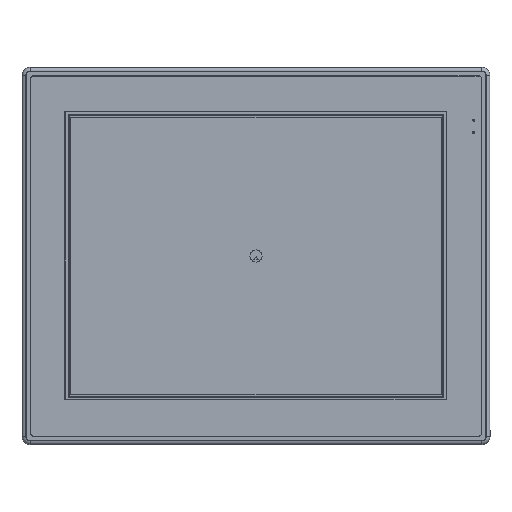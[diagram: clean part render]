
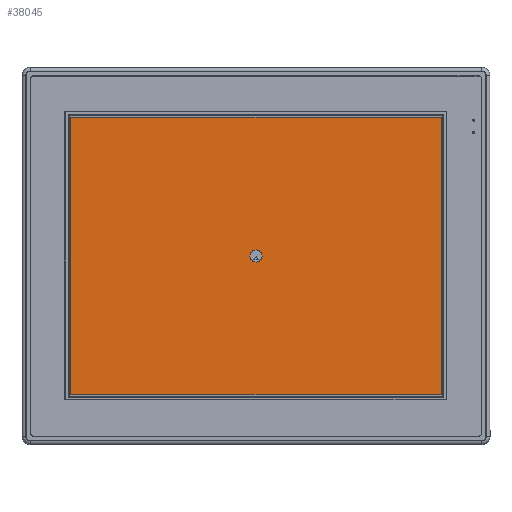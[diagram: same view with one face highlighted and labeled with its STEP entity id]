
A CAD part, top view. The second image highlights one B-rep face of the part: STEP entity #38045.
In plain terms, the highlighted planar face has unit normal (0, 0, 1).
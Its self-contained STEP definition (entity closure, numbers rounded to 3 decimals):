
#399 = CARTESIAN_POINT ( 'NONE',  ( -3.757, 114.367, -5.516 ) ) ;
#411 = VECTOR ( 'NONE', #17909, 1000. ) ;
#2375 = CARTESIAN_POINT ( 'NONE',  ( -3.757, 0.317, -5.516 ) ) ;
#3664 = CARTESIAN_POINT ( 'NONE',  ( -3.757, -113.733, -5.516 ) ) ;
#4894 = ORIENTED_EDGE ( 'NONE', *, *, #11885, .T. ) ;
#5121 = EDGE_CURVE ( 'NONE', #9851, #18634, #19212, .T. ) ;
#5904 = DIRECTION ( 'NONE',  ( 1., 0., 0. ) ) ;
#6213 = VERTEX_POINT ( 'NONE', #6677 ) ;
#6301 = EDGE_CURVE ( 'NONE', #43883, #21870, #26802, .T. ) ;
#6677 = CARTESIAN_POINT ( 'NONE',  ( -155.807, -113.733, -5.516 ) ) ;
#7125 = DIRECTION ( 'NONE',  ( 0., -1., 0. ) ) ;
#7280 = EDGE_LOOP ( 'NONE', ( #23506, #4894 ) ) ;
#7668 = FACE_BOUND ( 'NONE', #7280, .T. ) ;
#7789 = EDGE_CURVE ( 'NONE', #21870, #6213, #12444, .T. ) ;
#8933 = CARTESIAN_POINT ( 'NONE',  ( -8.757, 0.317, -5.516 ) ) ;
#9851 = VERTEX_POINT ( 'NONE', #35887 ) ;
#10663 = CIRCLE ( 'NONE', #10976, 5. ) ;
#10914 = DIRECTION ( 'NONE',  ( 1., 0., 0. ) ) ;
#10976 = AXIS2_PLACEMENT_3D ( 'NONE', #2375, #26902, #5904 ) ;
#11066 = DIRECTION ( 'NONE',  ( 0., 0., -1. ) ) ;
#11209 = CARTESIAN_POINT ( 'NONE',  ( -3.757, 0.317, -5.516 ) ) ;
#11885 = EDGE_CURVE ( 'NONE', #18634, #9851, #10663, .T. ) ;
#12444 = LINE ( 'NONE', #38637, #39250 ) ;
#13614 = AXIS2_PLACEMENT_3D ( 'NONE', #23301, #44355, #23442 ) ;
#13972 = CARTESIAN_POINT ( 'NONE',  ( -155.807, 114.367, -5.516 ) ) ;
#14383 = CARTESIAN_POINT ( 'NONE',  ( 148.293, 0.317, -5.516 ) ) ;
#15994 = EDGE_CURVE ( 'NONE', #30060, #43883, #28377, .T. ) ;
#17909 = DIRECTION ( 'NONE',  ( 0., 1., 0. ) ) ;
#17998 = AXIS2_PLACEMENT_3D ( 'NONE', #11209, #11066, #10914 ) ;
#18634 = VERTEX_POINT ( 'NONE', #8933 ) ;
#18674 = ORIENTED_EDGE ( 'NONE', *, *, #15994, .T. ) ;
#19212 = CIRCLE ( 'NONE', #17998, 5. ) ;
#19342 = ORIENTED_EDGE ( 'NONE', *, *, #22462, .T. ) ;
#21870 = VERTEX_POINT ( 'NONE', #13972 ) ;
#22462 = EDGE_CURVE ( 'NONE', #6213, #30060, #38083, .T. ) ;
#23301 = CARTESIAN_POINT ( 'NONE',  ( -3.757, 0.317, -5.516 ) ) ;
#23442 = DIRECTION ( 'NONE',  ( 1., 0., 0. ) ) ;
#23506 = ORIENTED_EDGE ( 'NONE', *, *, #5121, .T. ) ;
#25249 = FACE_OUTER_BOUND ( 'NONE', #33155, .T. ) ;
#25706 = VECTOR ( 'NONE', #35120, 1000. ) ;
#26802 = LINE ( 'NONE', #399, #25706 ) ;
#26902 = DIRECTION ( 'NONE',  ( 0., 0., -1. ) ) ;
#27733 = VECTOR ( 'NONE', #31685, 1000. ) ;
#28377 = LINE ( 'NONE', #14383, #411 ) ;
#30060 = VERTEX_POINT ( 'NONE', #35015 ) ;
#30666 = CARTESIAN_POINT ( 'NONE',  ( 148.293, 114.367, -5.516 ) ) ;
#31685 = DIRECTION ( 'NONE',  ( 1., 0., 0. ) ) ;
#33155 = EDGE_LOOP ( 'NONE', ( #18674, #41786, #37807, #19342 ) ) ;
#35015 = CARTESIAN_POINT ( 'NONE',  ( 148.293, -113.733, -5.516 ) ) ;
#35120 = DIRECTION ( 'NONE',  ( -1., 0., 0. ) ) ;
#35887 = CARTESIAN_POINT ( 'NONE',  ( 1.243, 0.317, -5.516 ) ) ;
#37807 = ORIENTED_EDGE ( 'NONE', *, *, #7789, .T. ) ;
#38045 = ADVANCED_FACE ( 'NONE', ( #7668, #25249 ), #40811, .T. ) ;
#38083 = LINE ( 'NONE', #3664, #27733 ) ;
#38637 = CARTESIAN_POINT ( 'NONE',  ( -155.807, 0.317, -5.516 ) ) ;
#39250 = VECTOR ( 'NONE', #7125, 1000. ) ;
#40811 = PLANE ( 'NONE',  #13614 ) ;
#41786 = ORIENTED_EDGE ( 'NONE', *, *, #6301, .T. ) ;
#43883 = VERTEX_POINT ( 'NONE', #30666 ) ;
#44355 = DIRECTION ( 'NONE',  ( 0., 0., 1. ) ) ;
